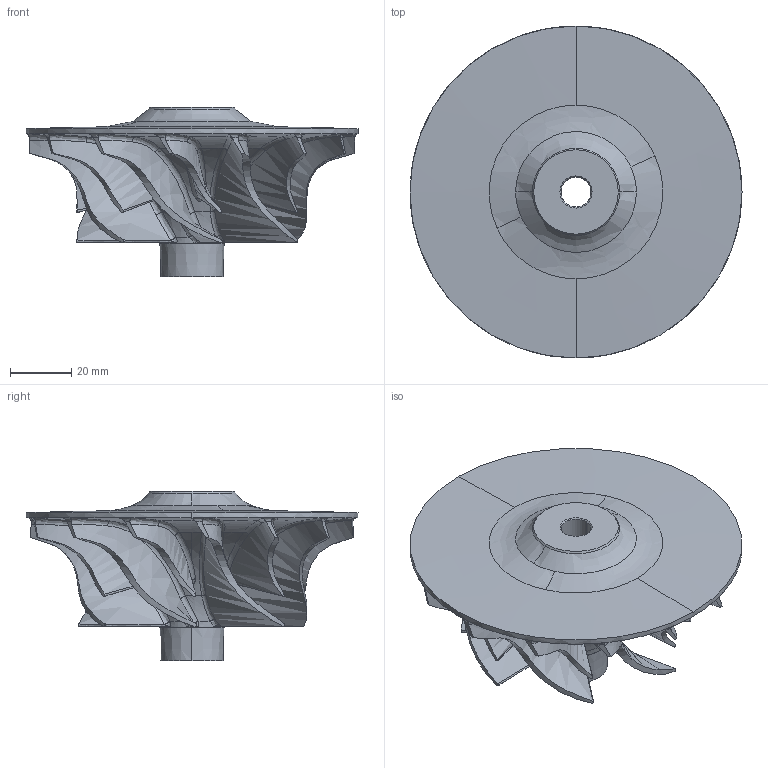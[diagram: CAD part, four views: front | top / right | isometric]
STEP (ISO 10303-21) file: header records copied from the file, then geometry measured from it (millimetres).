
FILE_DESCRIPTION (( 'STEP AP203' ), '1' );
FILE_NAME ('40kg Compressor Wheel weight removal addition.STEP', '2025-02-06T01:55:21', ( '' ), ( '' ), 'SwSTEP 2.0', 'SolidWorks 2014', '' );
FILE_SCHEMA (( 'CONFIG_CONTROL_DESIGN' ));
Length unit declared in the file: millimetre
Products named in the file (2): 40kg Compressor Wheel weight removal addition
Bounding box: 108.07 x 108.07 x 55.06 mm (x, y, z)
Volume: 105753.7 mm3; surface area: 41348.6 mm2
Topology: 1 solids, 1 shells, 307 faces, 752 edges, 448 vertices
Faces by surface type: bspline 269, torus 16, plane 10, cone 8, cylinder 4
Entity records: 28623 total; most frequent: CARTESIAN_POINT 23229, ORIENTED_EDGE 1504, EDGE_CURVE 752, B_SPLINE_CURVE_WITH_KNOTS 529, DIRECTION 510, VERTEX_POINT 448, EDGE_LOOP 310, ADVANCED_FACE 307
